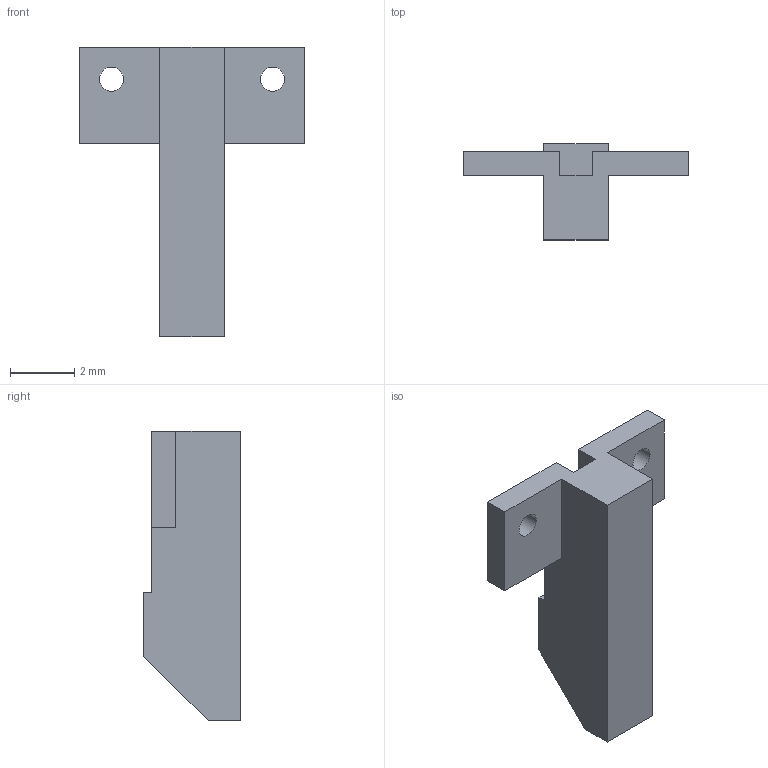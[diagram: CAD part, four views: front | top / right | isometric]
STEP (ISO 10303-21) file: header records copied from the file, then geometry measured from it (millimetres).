
FILE_DESCRIPTION((''),'2;1');
FILE_NAME('LIGHT_EMITTER_4','2021-06-29T',('User'),(''),'CREO PARAMETRIC BY PTC INC, 2014350','CREO PARAMETRIC BY PTC INC, 2014350','');
FILE_SCHEMA(('AUTOMOTIVE_DESIGN { 1 0 10303 214 1 1 1 1 }'));
Length unit declared in the file: millimetre
Products named in the file (1): LIGHT_EMITTER_4
Bounding box: 7 x 3 x 9 mm (x, y, z)
Volume: 54.3 mm3; surface area: 139.9 mm2
Topology: 1 solids, 1 shells, 23 faces, 63 edges, 42 vertices
Faces by surface type: plane 19, cylinder 4
Entity records: 790 total; most frequent: CARTESIAN_POINT 130, ORIENTED_EDGE 126, DIRECTION 117, EDGE_CURVE 63, VECTOR 55, LINE 55, VERTEX_POINT 42, AXIS2_PLACEMENT_3D 31
